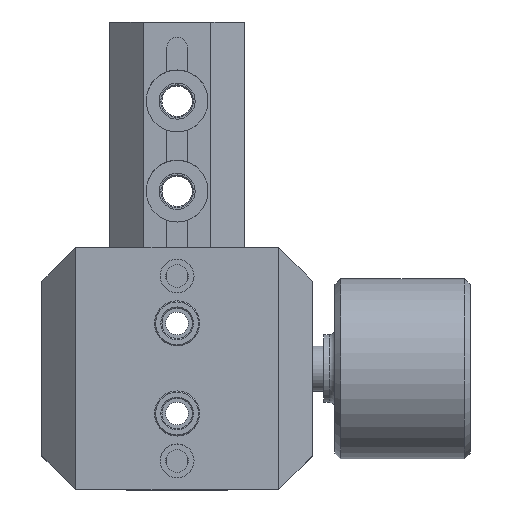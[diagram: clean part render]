
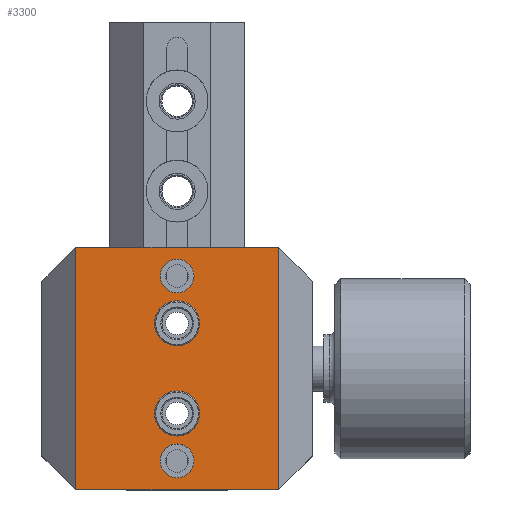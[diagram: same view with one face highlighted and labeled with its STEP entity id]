
A CAD part, top view. The second image highlights one B-rep face of the part: STEP entity #3300.
In plain terms, the highlighted planar face has unit normal (0, 0, 1).
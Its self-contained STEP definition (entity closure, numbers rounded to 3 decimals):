
#87=FACE_BOUND('',#785,.T.);
#88=FACE_BOUND('',#786,.T.);
#89=FACE_BOUND('',#787,.T.);
#90=FACE_BOUND('',#788,.T.);
#390=CIRCLE('',#3768,1.5);
#392=CIRCLE('',#3772,1.5);
#394=CIRCLE('',#3776,2.);
#396=CIRCLE('',#3780,2.);
#582=FACE_OUTER_BOUND('',#784,.T.);
#784=EDGE_LOOP('',(#2983,#2984,#2985,#2986));
#785=EDGE_LOOP('',(#2987));
#786=EDGE_LOOP('',(#2988));
#787=EDGE_LOOP('',(#2989));
#788=EDGE_LOOP('',(#2990));
#978=LINE('',#5739,#1221);
#1002=LINE('',#5785,#1245);
#1005=LINE('',#5793,#1248);
#1016=LINE('',#5813,#1259);
#1221=VECTOR('',#4732,10.);
#1245=VECTOR('',#4764,10.);
#1248=VECTOR('',#4773,10.);
#1259=VECTOR('',#4792,10.);
#1548=VERTEX_POINT('',#5705);
#1550=VERTEX_POINT('',#5712);
#1552=VERTEX_POINT('',#5719);
#1554=VERTEX_POINT('',#5726);
#1558=VERTEX_POINT('',#5736);
#1559=VERTEX_POINT('',#5738);
#1577=VERTEX_POINT('',#5783);
#1579=VERTEX_POINT('',#5792);
#1989=EDGE_CURVE('',#1548,#1548,#390,.T.);
#1992=EDGE_CURVE('',#1550,#1550,#392,.T.);
#1995=EDGE_CURVE('',#1552,#1552,#394,.T.);
#1998=EDGE_CURVE('',#1554,#1554,#396,.T.);
#2003=EDGE_CURVE('',#1558,#1559,#978,.T.);
#2027=EDGE_CURVE('',#1577,#1558,#1002,.T.);
#2030=EDGE_CURVE('',#1579,#1577,#1005,.T.);
#2041=EDGE_CURVE('',#1559,#1579,#1016,.T.);
#2983=ORIENTED_EDGE('',*,*,#2003,.F.);
#2984=ORIENTED_EDGE('',*,*,#2027,.F.);
#2985=ORIENTED_EDGE('',*,*,#2030,.F.);
#2986=ORIENTED_EDGE('',*,*,#2041,.F.);
#2987=ORIENTED_EDGE('',*,*,#1989,.T.);
#2988=ORIENTED_EDGE('',*,*,#1992,.T.);
#2989=ORIENTED_EDGE('',*,*,#1995,.T.);
#2990=ORIENTED_EDGE('',*,*,#1998,.T.);
#3135=PLANE('',#3808);
#3300=ADVANCED_FACE('',(#582,#87,#88,#89,#90),#3135,.T.);
#3768=AXIS2_PLACEMENT_3D('',#5706,#4694,#4695);
#3772=AXIS2_PLACEMENT_3D('',#5713,#4703,#4704);
#3776=AXIS2_PLACEMENT_3D('',#5720,#4712,#4713);
#3780=AXIS2_PLACEMENT_3D('',#5727,#4721,#4722);
#3808=AXIS2_PLACEMENT_3D('',#5861,#4842,#4843);
#4694=DIRECTION('center_axis',(0.,0.,-1.));
#4695=DIRECTION('ref_axis',(-1.,0.,0.));
#4703=DIRECTION('center_axis',(0.,0.,-1.));
#4704=DIRECTION('ref_axis',(-1.,0.,0.));
#4712=DIRECTION('center_axis',(0.,0.,-1.));
#4713=DIRECTION('ref_axis',(-1.,0.,0.));
#4721=DIRECTION('center_axis',(0.,0.,-1.));
#4722=DIRECTION('ref_axis',(-1.,0.,0.));
#4732=DIRECTION('',(0.,1.,0.));
#4764=DIRECTION('',(-1.,0.,0.));
#4773=DIRECTION('',(0.,-1.,0.));
#4792=DIRECTION('',(1.,0.,0.));
#4842=DIRECTION('center_axis',(0.,0.,1.));
#4843=DIRECTION('ref_axis',(1.,0.,0.));
#5705=CARTESIAN_POINT('',(1.5,8.2,9.5));
#5706=CARTESIAN_POINT('Origin',(0.,8.2,9.5));
#5712=CARTESIAN_POINT('',(1.5,-8.2,9.5));
#5713=CARTESIAN_POINT('Origin',(0.,-8.2,9.5));
#5719=CARTESIAN_POINT('',(2.,4.,9.5));
#5720=CARTESIAN_POINT('Origin',(0.,4.,9.5));
#5726=CARTESIAN_POINT('',(2.,-4.,9.5));
#5727=CARTESIAN_POINT('Origin',(0.,-4.,9.5));
#5736=CARTESIAN_POINT('',(-9.,-10.75,9.5));
#5738=CARTESIAN_POINT('',(-9.,10.75,9.5));
#5739=CARTESIAN_POINT('',(-9.,0.,9.5));
#5783=CARTESIAN_POINT('',(9.,-10.75,9.5));
#5785=CARTESIAN_POINT('',(-12.,-10.75,9.5));
#5792=CARTESIAN_POINT('',(9.,10.75,9.5));
#5793=CARTESIAN_POINT('',(9.,0.,9.5));
#5813=CARTESIAN_POINT('',(-12.,10.75,9.5));
#5861=CARTESIAN_POINT('Origin',(-12.,0.,9.5));
